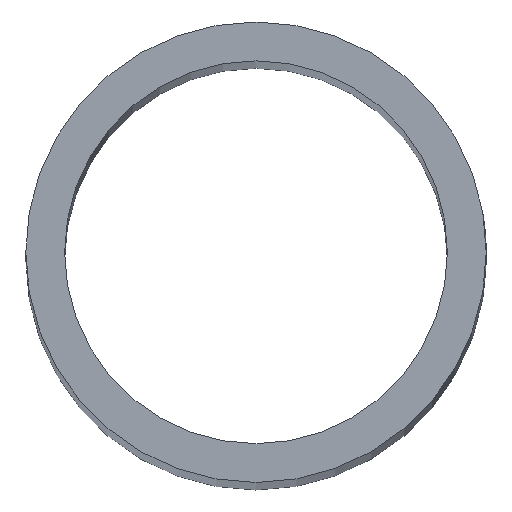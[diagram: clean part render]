
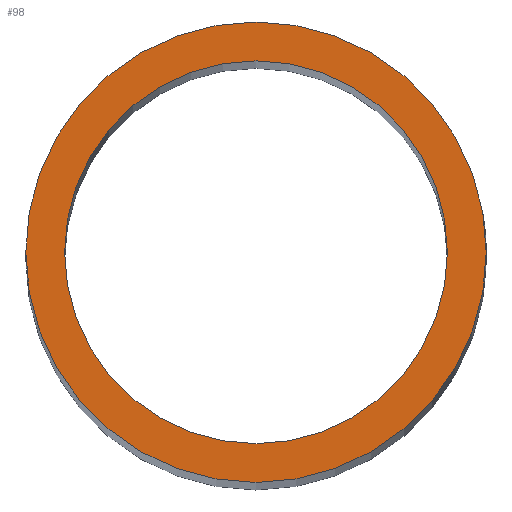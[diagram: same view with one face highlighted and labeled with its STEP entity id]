
A CAD part, top view. The second image highlights one B-rep face of the part: STEP entity #98.
In plain terms, the highlighted planar face has unit normal (0, 0, 1).
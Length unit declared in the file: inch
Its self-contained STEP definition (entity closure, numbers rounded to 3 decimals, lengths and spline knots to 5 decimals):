
#32=FACE_BOUND('',#54,.T.);
#38=FACE_OUTER_BOUND('',#53,.T.);
#53=EDGE_LOOP('',(#89));
#54=EDGE_LOOP('',(#90));
#57=CIRCLE('',#111,0.83);
#58=CIRCLE('',#115,0.69);
#61=VERTEX_POINT('',#146);
#66=VERTEX_POINT('',#291);
#69=EDGE_CURVE('',#61,#61,#57,.T.);
#74=EDGE_CURVE('',#66,#66,#58,.T.);
#89=ORIENTED_EDGE('',*,*,#69,.F.);
#90=ORIENTED_EDGE('',*,*,#74,.F.);
#92=PLANE('',#116);
#98=ADVANCED_FACE('',(#38,#32),#92,.T.);
#111=AXIS2_PLACEMENT_3D('',#147,#127,#128);
#115=AXIS2_PLACEMENT_3D('',#292,#135,#136);
#116=AXIS2_PLACEMENT_3D('',#293,#137,#138);
#127=DIRECTION('center_axis',(0.,0.,-1.));
#128=DIRECTION('ref_axis',(-1.,0.,0.));
#135=DIRECTION('center_axis',(0.,0.,1.));
#136=DIRECTION('ref_axis',(1.,0.,0.));
#137=DIRECTION('center_axis',(0.,0.,1.));
#138=DIRECTION('ref_axis',(1.,0.,0.));
#146=CARTESIAN_POINT('',(0.83,0.,15.5));
#147=CARTESIAN_POINT('Origin',(0.,0.,15.5));
#291=CARTESIAN_POINT('',(-0.69,0.,15.5));
#292=CARTESIAN_POINT('Origin',(0.,0.,15.5));
#293=CARTESIAN_POINT('Origin',(0.,0.,15.5));
